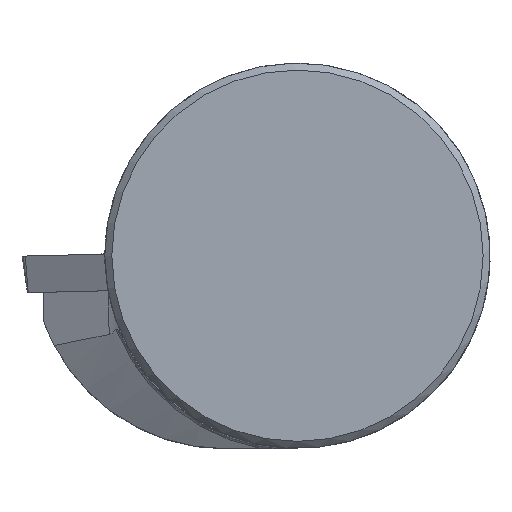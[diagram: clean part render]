
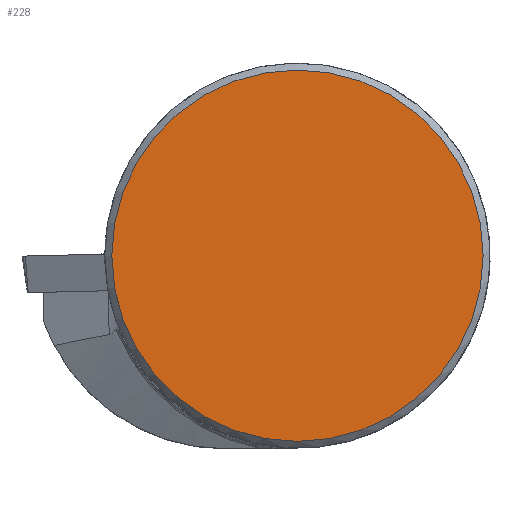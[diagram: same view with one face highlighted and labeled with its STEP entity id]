
A CAD part, top view. The second image highlights one B-rep face of the part: STEP entity #228.
In plain terms, the highlighted planar face has unit normal (0, 0, 1).
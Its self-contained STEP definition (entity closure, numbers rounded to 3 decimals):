
#168=PLANE('',#1502);
#228=ADVANCED_FACE('',(#324),#168,.T.);
#324=FACE_OUTER_BOUND('',#387,.T.);
#387=EDGE_LOOP('',(#887));
#887=ORIENTED_EDGE('',*,*,#1140,.F.);
#1012=VERTEX_POINT('',#2079);
#1140=EDGE_CURVE('',#1012,#1012,#1290,.T.);
#1290=CIRCLE('',#1426,12.049);
#1426=AXIS2_PLACEMENT_3D('',#2078,#1618,#1619);
#1502=AXIS2_PLACEMENT_3D('',#2447,#1810,#1811);
#1618=DIRECTION('',(0.,0.,-1.));
#1619=DIRECTION('',(1.,0.,0.));
#1810=DIRECTION('',(0.,0.,1.));
#1811=DIRECTION('',(1.,0.,0.));
#2078=CARTESIAN_POINT('',(0.,0.,0.));
#2079=CARTESIAN_POINT('',(12.049,0.,0.));
#2447=CARTESIAN_POINT('',(0.,0.,0.));
